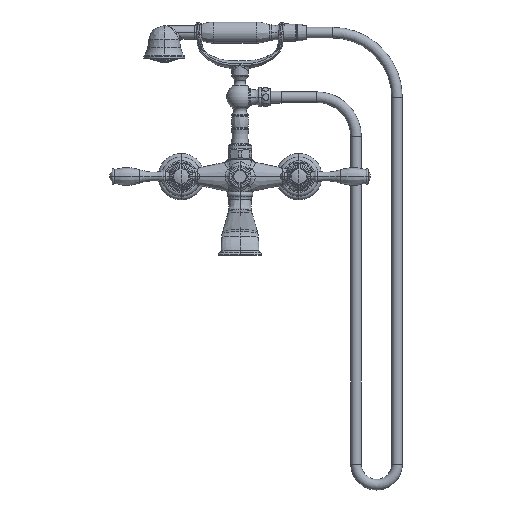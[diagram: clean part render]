
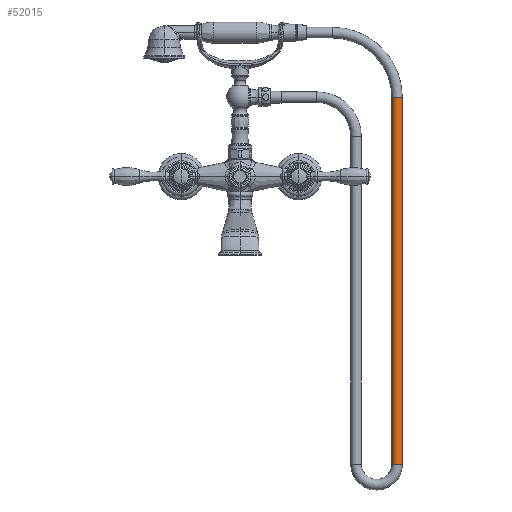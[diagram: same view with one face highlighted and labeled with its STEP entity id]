
A CAD part, top view. The second image highlights one B-rep face of the part: STEP entity #52015.
In plain terms, the highlighted cylindrical face has radius 6.858 mm (diameter 13.716 mm), a partial arc.
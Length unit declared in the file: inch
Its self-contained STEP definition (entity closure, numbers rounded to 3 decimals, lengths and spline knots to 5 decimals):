
#20532=DIRECTION('',(0.,-1.,0.));
#20533=VECTOR('',#20532,18.713);
#20534=CARTESIAN_POINT('',(7.73343,4.04827,0.));
#20535=LINE('',#20534,#20533);
#20536=CARTESIAN_POINT('',(8.00343,4.04827,0.));
#20537=DIRECTION('',(0.,-1.,0.));
#20538=DIRECTION('',(1.,0.,0.));
#20539=AXIS2_PLACEMENT_3D('',#20536,#20537,#20538);
#20541=DIRECTION('',(0.,-1.,0.));
#20542=VECTOR('',#20541,18.713);
#20543=CARTESIAN_POINT('',(8.27343,4.04827,0.));
#20544=LINE('',#20543,#20542);
#20545=CARTESIAN_POINT('',(8.00343,-14.66473,0.));
#20546=DIRECTION('',(0.,-1.,0.));
#20547=DIRECTION('',(1.,0.,0.));
#20548=AXIS2_PLACEMENT_3D('',#20545,#20546,#20547);
#25561=CARTESIAN_POINT('',(7.73343,4.04827,0.));
#25562=CARTESIAN_POINT('',(8.27343,4.04827,0.));
#25563=VERTEX_POINT('',#25561);
#25564=VERTEX_POINT('',#25562);
#25565=CARTESIAN_POINT('',(7.73343,-14.66473,0.));
#25566=VERTEX_POINT('',#25565);
#25567=CARTESIAN_POINT('',(8.27343,-14.66473,0.));
#25568=VERTEX_POINT('',#25567);
#52003=CARTESIAN_POINT('',(8.00343,4.04827,0.));
#52004=DIRECTION('',(0.,-1.,0.));
#52005=DIRECTION('',(-1.,0.,0.));
#52006=AXIS2_PLACEMENT_3D('',#52003,#52004,#52005);
#52007=CYLINDRICAL_SURFACE('',#52006,0.27);
#52008=ORIENTED_EDGE('',*,*,#51968,.F.);
#52009=ORIENTED_EDGE('',*,*,#51998,.T.);
#52011=ORIENTED_EDGE('',*,*,#52010,.T.);
#52012=ORIENTED_EDGE('',*,*,#51994,.F.);
#52013=EDGE_LOOP('',(#52008,#52009,#52011,#52012));
#52014=FACE_OUTER_BOUND('',#52013,.F.);
#52015=ADVANCED_FACE('',(#52014),#52007,.T.);
#20540=CIRCLE('',#20539,0.27);
#20549=CIRCLE('',#20548,0.27);
#51968=EDGE_CURVE('',#25564,#25563,#20540,.T.);
#51994=EDGE_CURVE('',#25563,#25566,#20535,.T.);
#51998=EDGE_CURVE('',#25564,#25568,#20544,.T.);
#52010=EDGE_CURVE('',#25568,#25566,#20549,.T.);
